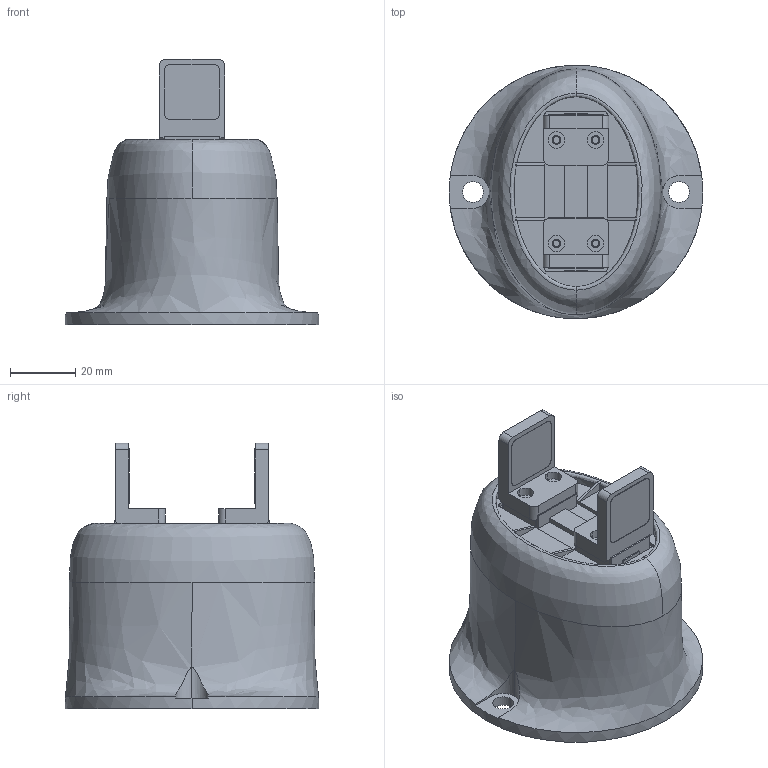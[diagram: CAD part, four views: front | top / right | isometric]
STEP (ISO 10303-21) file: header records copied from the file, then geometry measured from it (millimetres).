
FILE_DESCRIPTION (( 'STEP AP203' ), '1' );
FILE_NAME ('实心夹爪.STEP', '2022-09-19T10:36:11', ( '' ), ( '' ), 'SwSTEP 2.0', 'SolidWorks 2022', '' );
FILE_SCHEMA (( 'CONFIG_CONTROL_DESIGN' ));
Length unit declared in the file: millimetre
Products named in the file (1): 妗陑標蛈
Bounding box: 77.5 x 77.5 x 81.1 mm (x, y, z)
Volume: 181223.4 mm3; surface area: 24310.5 mm2
Topology: 1 solids, 1 shells, 241 faces, 642 edges, 420 vertices
Faces by surface type: plane 149, cylinder 69, bspline 15, cone 8
Entity records: 17304 total; most frequent: CARTESIAN_POINT 11231, ORIENTED_EDGE 1284, DIRECTION 1192, EDGE_CURVE 642, LINE 424, VECTOR 424, VERTEX_POINT 420, AXIS2_PLACEMENT_3D 384
